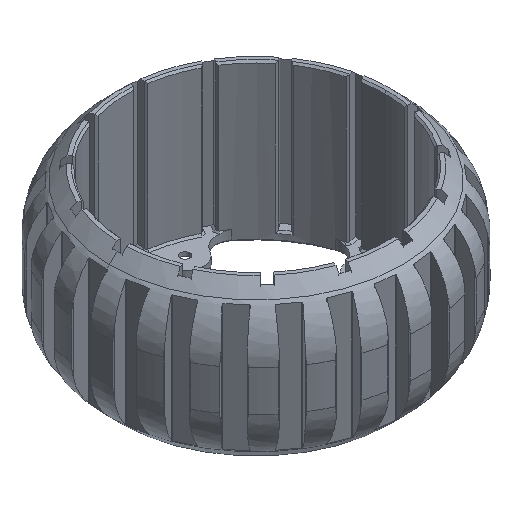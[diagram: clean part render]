
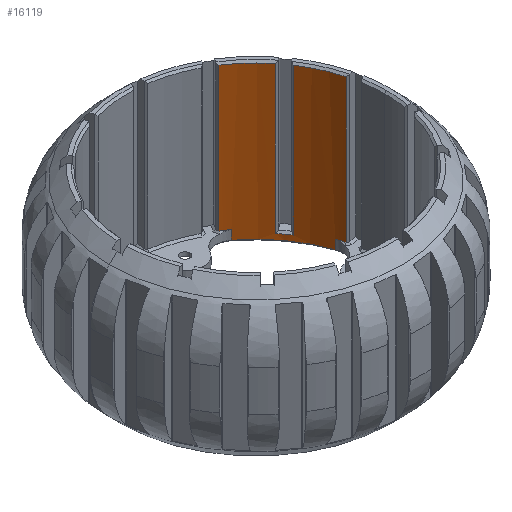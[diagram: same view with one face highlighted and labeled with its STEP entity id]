
A CAD part, isometric view. The second image highlights one B-rep face of the part: STEP entity #16119.
In plain terms, the highlighted cylindrical face has radius 70 mm (diameter 140 mm), a partial arc.
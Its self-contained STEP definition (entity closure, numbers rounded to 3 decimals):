
#1457 = DIRECTION ( 'NONE',  ( 0., 0., -1. ) ) ;
#1737 = LINE ( 'NONE', #11161, #11173 ) ;
#2056 = CARTESIAN_POINT ( 'NONE',  ( 54.513, 43.913, -41. ) ) ;
#2112 = CARTESIAN_POINT ( 'NONE',  ( 66.084, 23.084, -44. ) ) ;
#2660 = CARTESIAN_POINT ( 'NONE',  ( 42.376, 55.716, -44. ) ) ;
#2916 = CARTESIAN_POINT ( 'NONE',  ( 38.416, 58.517, -45. ) ) ;
#3334 = CARTESIAN_POINT ( 'NONE',  ( 0., 0., -45. ) ) ;
#3395 = VERTEX_POINT ( 'NONE', #8801 ) ;
#4461 = DIRECTION ( 'NONE',  ( 0., 0., -1. ) ) ;
#4834 = DIRECTION ( 'NONE',  ( 0., 0., -1. ) ) ;
#5417 = CARTESIAN_POINT ( 'NONE',  ( 67.524, 18.453, -45. ) ) ;
#5625 = DIRECTION ( 'NONE',  ( 0., 0., 1. ) ) ;
#5831 = CIRCLE ( 'NONE', #9956, 70. ) ;
#6080 = VERTEX_POINT ( 'NONE', #7522 ) ;
#6194 = VECTOR ( 'NONE', #8876, 1000. ) ;
#6209 = CARTESIAN_POINT ( 'NONE',  ( 58.609, 38.274, -45. ) ) ;
#6235 = ORIENTED_EDGE ( 'NONE', *, *, #7253, .T. ) ;
#6301 = LINE ( 'NONE', #6209, #15703 ) ;
#6461 = ORIENTED_EDGE ( 'NONE', *, *, #17215, .T. ) ;
#6862 = DIRECTION ( 'NONE',  ( 0., 0., -1. ) ) ;
#7093 = CARTESIAN_POINT ( 'NONE',  ( 0., 0., 39. ) ) ;
#7253 = EDGE_CURVE ( 'NONE', #6080, #16529, #7979, .T. ) ;
#7331 = AXIS2_PLACEMENT_3D ( 'NONE', #7093, #10137, #8647 ) ;
#7522 = CARTESIAN_POINT ( 'NONE',  ( 67.524, 18.453, 39. ) ) ;
#7584 = AXIS2_PLACEMENT_3D ( 'NONE', #11467, #4461, #15741 ) ;
#7687 = AXIS2_PLACEMENT_3D ( 'NONE', #9632, #15130, #13912 ) ;
#7979 = CIRCLE ( 'NONE', #7687, 70. ) ;
#8079 = DIRECTION ( 'NONE',  ( 0., 0., 1. ) ) ;
#8207 = VERTEX_POINT ( 'NONE', #13280 ) ;
#8235 = CARTESIAN_POINT ( 'NONE',  ( 0., 0., -44. ) ) ;
#8277 = ORIENTED_EDGE ( 'NONE', *, *, #15752, .F. ) ;
#8314 = CARTESIAN_POINT ( 'NONE',  ( 67.524, 18.453, -39. ) ) ;
#8464 = CIRCLE ( 'NONE', #7584, 70. ) ;
#8551 = CARTESIAN_POINT ( 'NONE',  ( 0., 0., -39. ) ) ;
#8552 = CARTESIAN_POINT ( 'NONE',  ( 58.609, 38.274, -41. ) ) ;
#8647 = DIRECTION ( 'NONE',  ( 1., 0., 0. ) ) ;
#8657 = DIRECTION ( 'NONE',  ( 0., 0., 1. ) ) ;
#8756 = FACE_OUTER_BOUND ( 'NONE', #17987, .T. ) ;
#8801 = CARTESIAN_POINT ( 'NONE',  ( 42.376, 55.716, -39. ) ) ;
#8876 = DIRECTION ( 'NONE',  ( 0., 0., -1. ) ) ;
#8942 = DIRECTION ( 'NONE',  ( 1., 0., 0. ) ) ;
#9065 = EDGE_CURVE ( 'NONE', #17655, #16567, #10671, .T. ) ;
#9158 = VERTEX_POINT ( 'NONE', #16862 ) ;
#9459 = ORIENTED_EDGE ( 'NONE', *, *, #13641, .T. ) ;
#9632 = CARTESIAN_POINT ( 'NONE',  ( 0., 0., 39. ) ) ;
#9640 = LINE ( 'NONE', #5417, #16774 ) ;
#9709 = DIRECTION ( 'NONE',  ( 1., 0., 0. ) ) ;
#9832 = LINE ( 'NONE', #2916, #17618 ) ;
#9956 = AXIS2_PLACEMENT_3D ( 'NONE', #14238, #8657, #14323 ) ;
#9986 = CIRCLE ( 'NONE', #12360, 70. ) ;
#9997 = CIRCLE ( 'NONE', #7331, 70. ) ;
#10137 = DIRECTION ( 'NONE',  ( 0., 0., 1. ) ) ;
#10401 = ORIENTED_EDGE ( 'NONE', *, *, #12379, .T. ) ;
#10553 = ORIENTED_EDGE ( 'NONE', *, *, #9065, .T. ) ;
#10671 = CIRCLE ( 'NONE', #17782, 70. ) ;
#11161 = CARTESIAN_POINT ( 'NONE',  ( 54.513, 43.913, -45. ) ) ;
#11173 = VECTOR ( 'NONE', #5625, 1000. ) ;
#11227 = ORIENTED_EDGE ( 'NONE', *, *, #11251, .T. ) ;
#11251 = EDGE_CURVE ( 'NONE', #13375, #9158, #9832, .T. ) ;
#11328 = CARTESIAN_POINT ( 'NONE',  ( 42.376, 55.716, -40. ) ) ;
#11467 = CARTESIAN_POINT ( 'NONE',  ( 0., 0., -39. ) ) ;
#11529 = ORIENTED_EDGE ( 'NONE', *, *, #12537, .T. ) ;
#11713 = VECTOR ( 'NONE', #1457, 1000. ) ;
#11821 = ORIENTED_EDGE ( 'NONE', *, *, #17646, .T. ) ;
#11973 = CARTESIAN_POINT ( 'NONE',  ( 58.609, 38.274, 39. ) ) ;
#12037 = EDGE_CURVE ( 'NONE', #9158, #3395, #8464, .T. ) ;
#12360 = AXIS2_PLACEMENT_3D ( 'NONE', #8551, #17176, #14219 ) ;
#12379 = EDGE_CURVE ( 'NONE', #15216, #15730, #5831, .T. ) ;
#12537 = EDGE_CURVE ( 'NONE', #14856, #6080, #9640, .T. ) ;
#13209 = DIRECTION ( 'NONE',  ( 0., 0., 1. ) ) ;
#13280 = CARTESIAN_POINT ( 'NONE',  ( 66.084, 23.084, -39. ) ) ;
#13375 = VERTEX_POINT ( 'NONE', #17018 ) ;
#13526 = ORIENTED_EDGE ( 'NONE', *, *, #13628, .T. ) ;
#13628 = EDGE_CURVE ( 'NONE', #8207, #14856, #9986, .T. ) ;
#13641 = EDGE_CURVE ( 'NONE', #15730, #16070, #1737, .T. ) ;
#13912 = DIRECTION ( 'NONE',  ( 1., 0., 0. ) ) ;
#14219 = DIRECTION ( 'NONE',  ( -1., 0., 0. ) ) ;
#14238 = CARTESIAN_POINT ( 'NONE',  ( 0., 0., -41. ) ) ;
#14323 = DIRECTION ( 'NONE',  ( -1., 0., 0. ) ) ;
#14438 = ORIENTED_EDGE ( 'NONE', *, *, #14545, .T. ) ;
#14545 = EDGE_CURVE ( 'NONE', #16070, #13375, #9997, .T. ) ;
#14856 = VERTEX_POINT ( 'NONE', #8314 ) ;
#15130 = DIRECTION ( 'NONE',  ( 0., 0., 1. ) ) ;
#15216 = VERTEX_POINT ( 'NONE', #8552 ) ;
#15332 = LINE ( 'NONE', #11328, #11713 ) ;
#15394 = AXIS2_PLACEMENT_3D ( 'NONE', #3334, #13209, #8942 ) ;
#15499 = DIRECTION ( 'NONE',  ( 0., 0., -1. ) ) ;
#15586 = CARTESIAN_POINT ( 'NONE',  ( 66.084, 23.084, -40. ) ) ;
#15703 = VECTOR ( 'NONE', #4834, 1000. ) ;
#15730 = VERTEX_POINT ( 'NONE', #2056 ) ;
#15741 = DIRECTION ( 'NONE',  ( -1., 0., 0. ) ) ;
#15752 = EDGE_CURVE ( 'NONE', #8207, #16567, #15926, .T. ) ;
#15926 = LINE ( 'NONE', #15586, #6194 ) ;
#16003 = CYLINDRICAL_SURFACE ( 'NONE', #15394, 70. ) ;
#16070 = VERTEX_POINT ( 'NONE', #16186 ) ;
#16119 = ADVANCED_FACE ( 'NONE', ( #8756 ), #16003, .F. ) ;
#16186 = CARTESIAN_POINT ( 'NONE',  ( 54.513, 43.913, 39. ) ) ;
#16529 = VERTEX_POINT ( 'NONE', #11973 ) ;
#16567 = VERTEX_POINT ( 'NONE', #2112 ) ;
#16774 = VECTOR ( 'NONE', #8079, 1000. ) ;
#16862 = CARTESIAN_POINT ( 'NONE',  ( 38.416, 58.517, -39. ) ) ;
#17018 = CARTESIAN_POINT ( 'NONE',  ( 38.416, 58.517, 39. ) ) ;
#17176 = DIRECTION ( 'NONE',  ( 0., 0., -1. ) ) ;
#17215 = EDGE_CURVE ( 'NONE', #16529, #15216, #6301, .T. ) ;
#17618 = VECTOR ( 'NONE', #15499, 1000. ) ;
#17646 = EDGE_CURVE ( 'NONE', #3395, #17655, #15332, .T. ) ;
#17655 = VERTEX_POINT ( 'NONE', #2660 ) ;
#17782 = AXIS2_PLACEMENT_3D ( 'NONE', #8235, #6862, #9709 ) ;
#17987 = EDGE_LOOP ( 'NONE', ( #11821, #10553, #8277, #13526, #11529, #6235, #6461, #10401, #9459, #14438, #11227, #18050 ) ) ;
#18050 = ORIENTED_EDGE ( 'NONE', *, *, #12037, .T. ) ;
